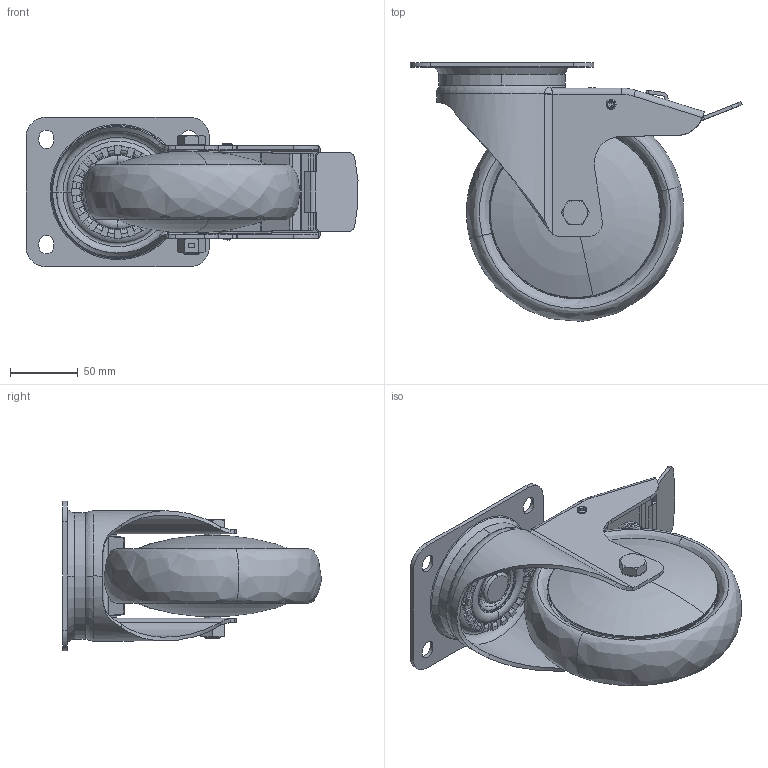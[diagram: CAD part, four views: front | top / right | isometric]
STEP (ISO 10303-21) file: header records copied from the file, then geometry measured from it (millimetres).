
FILE_DESCRIPTION (( 'STEP AP214' ), '1' );
FILE_NAME ('0055761.step', '2023-10-13T10:04:42', ( '' ), ( '' ), 'SwSTEP 2.0', 'SolidWorks 2020', '' );
FILE_SCHEMA (( 'AUTOMOTIVE_DESIGN' ));
Length unit declared in the file: millimetre
Products named in the file (1): 0055761
Bounding box: 244.14 x 189.77 x 110 mm (x, y, z)
Surface area: 259925.9 mm2 (no closed solid volume)
Topology: 0 solids, 21 shells, 757 faces, 2081 edges, 1352 vertices
Faces by surface type: plane 249, cylinder 199, torus 170, cone 80, bspline 45, sphere 14
Entity records: 37526 total; most frequent: CARTESIAN_POINT 9949, DIRECTION 4262, ORIENTED_EDGE 3659, EDGE_CURVE 2081, AXIS2_PLACEMENT_3D 1732, VERTEX_POINT 1352, CIRCLE 1019, EDGE_LOOP 819
